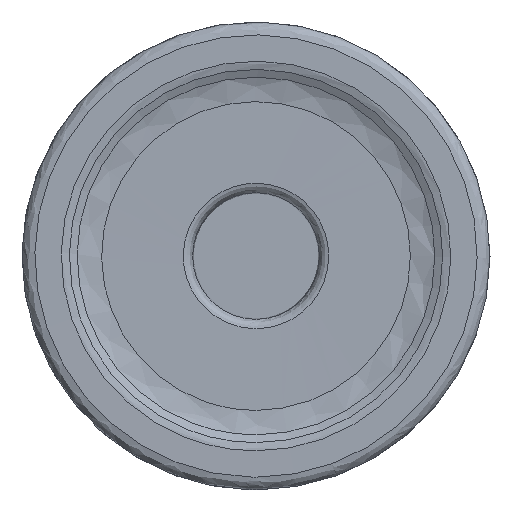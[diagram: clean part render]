
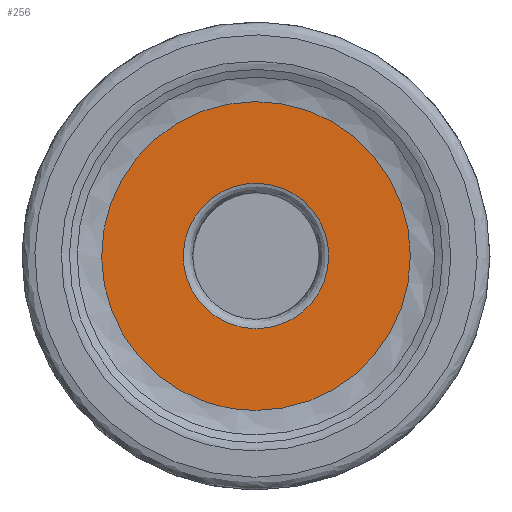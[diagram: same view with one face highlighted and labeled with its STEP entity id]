
A CAD part, left-side view. The second image highlights one B-rep face of the part: STEP entity #256.
In plain terms, the highlighted face is a revolution surface.
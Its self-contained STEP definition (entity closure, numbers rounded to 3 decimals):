
#36=SURFACE_OF_REVOLUTION('',#68,#52);
#52=AXIS1_PLACEMENT('',#970,#708);
#68=B_SPLINE_CURVE_WITH_KNOTS('',3,(#956,#957,#958,#959,#960,#961,#962,
#963,#964,#965,#966,#967,#968,#969),.UNSPECIFIED.,.F.,.F.,(4,2,2,2,2,2,
4),(0.,0.125,0.25,0.5,0.75,0.875,1.),.UNSPECIFIED.);
#256=ADVANCED_FACE('',(#318,#319),#36,.T.);
#318=FACE_BOUND('',#382,.T.);
#319=FACE_BOUND('',#383,.T.);
#382=EDGE_LOOP('',(#446));
#383=EDGE_LOOP('',(#447));
#446=ORIENTED_EDGE('',*,*,#515,.F.);
#447=ORIENTED_EDGE('',*,*,#514,.T.);
#482=VERTEX_POINT('',#936);
#483=VERTEX_POINT('',#955);
#514=EDGE_CURVE('',#482,#482,#546,.T.);
#515=EDGE_CURVE('',#483,#483,#547,.T.);
#546=CIRCLE('',#596,3.884);
#547=CIRCLE('',#597,8.247);
#596=AXIS2_PLACEMENT_3D('',#935,#703,#704);
#597=AXIS2_PLACEMENT_3D('',#954,#706,#707);
#703=DIRECTION('',(1.,0.,0.));
#704=DIRECTION('',(0.,0.,-1.));
#706=DIRECTION('',(1.,0.,0.));
#707=DIRECTION('',(0.,0.,-1.));
#708=DIRECTION('',(1.,0.,0.));
#935=CARTESIAN_POINT('',(-192.318,18.938,48.745));
#936=CARTESIAN_POINT('',(-192.318,18.938,44.862));
#954=CARTESIAN_POINT('',(-192.354,18.938,48.745));
#955=CARTESIAN_POINT('',(-192.354,18.938,40.499));
#956=CARTESIAN_POINT('',(-192.318,22.59,47.425));
#957=CARTESIAN_POINT('',(-192.326,22.773,47.452));
#958=CARTESIAN_POINT('',(-192.34,22.948,47.478));
#959=CARTESIAN_POINT('',(-192.354,23.318,47.532));
#960=CARTESIAN_POINT('',(-192.356,23.509,47.561));
#961=CARTESIAN_POINT('',(-192.373,24.071,47.645));
#962=CARTESIAN_POINT('',(-192.385,24.446,47.701));
#963=CARTESIAN_POINT('',(-192.406,25.201,47.813));
#964=CARTESIAN_POINT('',(-192.412,25.584,47.871));
#965=CARTESIAN_POINT('',(-192.411,26.166,47.959));
#966=CARTESIAN_POINT('',(-192.408,26.361,47.989));
#967=CARTESIAN_POINT('',(-192.39,26.758,48.051));
#968=CARTESIAN_POINT('',(-192.371,26.96,48.084));
#969=CARTESIAN_POINT('',(-192.354,27.161,48.116));
#970=CARTESIAN_POINT('',(-177.153,18.938,48.745));
